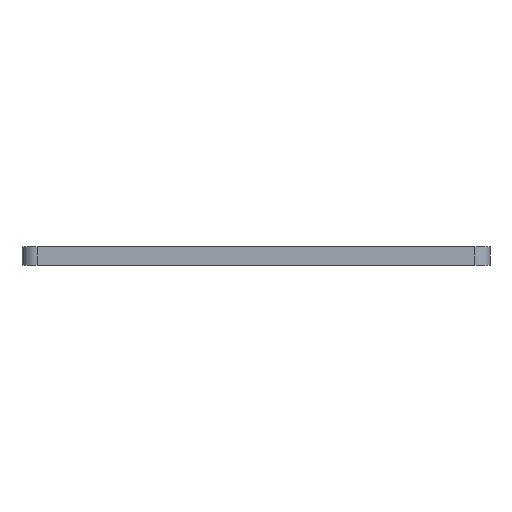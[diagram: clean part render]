
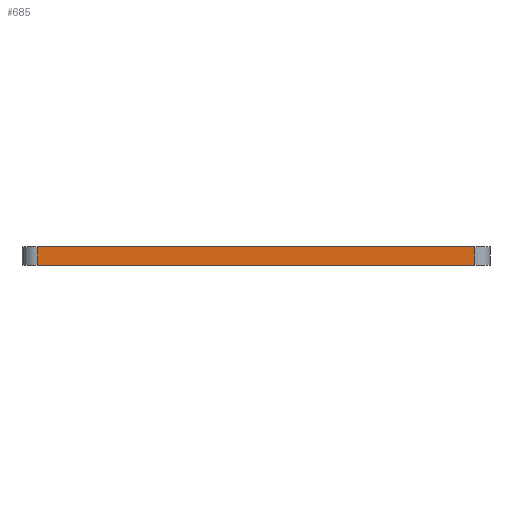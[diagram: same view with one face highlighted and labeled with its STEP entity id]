
A CAD part, left-side view. The second image highlights one B-rep face of the part: STEP entity #685.
In plain terms, the highlighted planar face has unit normal (-1, 0, 0).
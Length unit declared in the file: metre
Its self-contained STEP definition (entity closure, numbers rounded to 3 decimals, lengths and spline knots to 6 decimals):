
#113=ORIENTED_EDGE('',*,*,#269,.F.);
#114=ORIENTED_EDGE('',*,*,#270,.T.);
#115=ORIENTED_EDGE('',*,*,#271,.T.);
#116=ORIENTED_EDGE('',*,*,#272,.T.);
#269=EDGE_CURVE('',#347,#348,#417,.T.);
#270=EDGE_CURVE('',#347,#349,#418,.F.);
#271=EDGE_CURVE('',#349,#350,#419,.T.);
#272=EDGE_CURVE('',#350,#348,#420,.T.);
#347=VERTEX_POINT('',#1069);
#348=VERTEX_POINT('',#1070);
#349=VERTEX_POINT('',#1072);
#350=VERTEX_POINT('',#1074);
#417=LINE('',#1068,#433);
#418=LINE('',#1071,#434);
#419=LINE('',#1073,#435);
#420=LINE('',#1075,#436);
#433=VECTOR('',#848,1.);
#434=VECTOR('',#849,1.);
#435=VECTOR('',#850,1.);
#436=VECTOR('',#851,1.);
#443=EDGE_LOOP('',(#113,#114,#115,#116));
#561=FACE_BOUND('',#443,.T.);
#679=PLANE('',#735);
#685=ADVANCED_FACE('',(#561),#679,.T.);
#735=AXIS2_PLACEMENT_3D('',#1067,#846,#847);
#846=DIRECTION('',(-1.,0.,0.));
#847=DIRECTION('',(0.,0.,1.));
#848=DIRECTION('',(0.,-1.,0.));
#849=DIRECTION('',(0.,0.,1.));
#850=DIRECTION('',(0.,-1.,0.));
#851=DIRECTION('',(0.,0.,1.));
#1067=CARTESIAN_POINT('',(-0.0925,0.,-0.006));
#1068=CARTESIAN_POINT('',(-0.0925,0.,0.));
#1069=CARTESIAN_POINT('',(-0.0925,0.0725,0.));
#1070=CARTESIAN_POINT('',(-0.0925,-0.0725,0.));
#1071=CARTESIAN_POINT('',(-0.0925,0.0725,-0.006));
#1072=CARTESIAN_POINT('',(-0.0925,0.0725,-0.006));
#1073=CARTESIAN_POINT('',(-0.0925,0.,-0.006));
#1074=CARTESIAN_POINT('',(-0.0925,-0.0725,-0.006));
#1075=CARTESIAN_POINT('',(-0.0925,-0.0725,-0.006));
